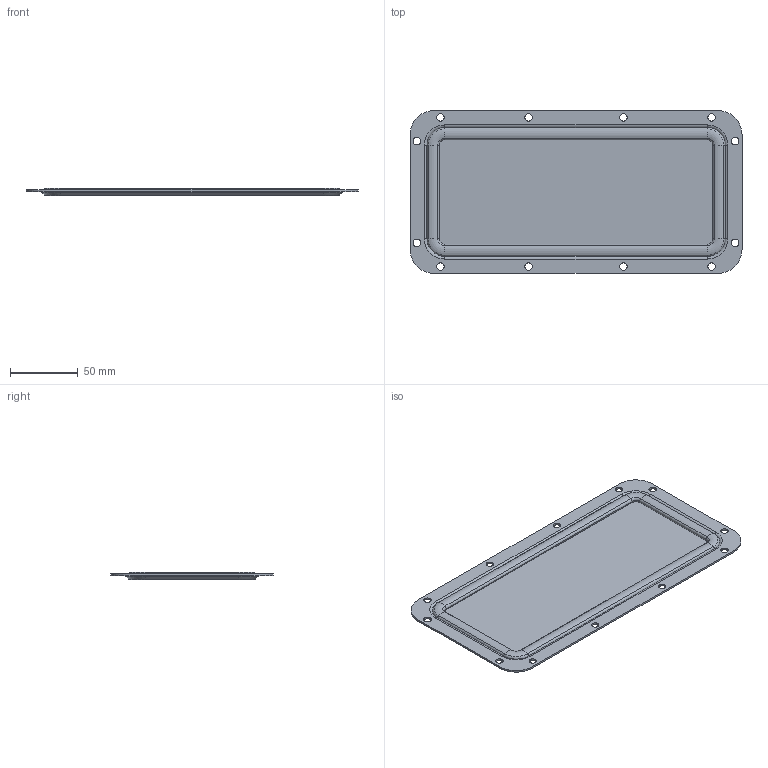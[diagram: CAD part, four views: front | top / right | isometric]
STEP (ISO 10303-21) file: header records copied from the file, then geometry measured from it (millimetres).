
FILE_DESCRIPTION (( 'STEP AP214' ), '1' );
FILE_NAME ('TI-00D-FLG-245-120_TITAN Ôëàíåö êàáåëüíûé 245õ120 ãëóõîé IEK.STEP', '2023-09-18T10:51:58', ( '' ), ( '' ), 'SwSTEP 2.0', 'SolidWorks 2022', '' );
FILE_SCHEMA (( 'AUTOMOTIVE_DESIGN' ));
Length unit declared in the file: millimetre
Products named in the file (3): 139.04.01 Крышка_250x125; RAKU-PUR 32-3250 для крышки_250х125; TI-00D-FLG-245-120_TITAN Фланец кабельный 245х120 глухой IEK
Assembly tree (2 placements, depth 2):
  TI-00D-FLG-245-120_TITAN Фланец кабельный 245х120 глухой IEK
    139.04.01 Крышка_250x125
    RAKU-PUR 32-3250 для крышки_250х125
Bounding box: 245 x 120 x 5.87 mm (x, y, z)
Volume: 61354.1 mm3; surface area: 73505.2 mm2
Topology: 2 solids, 2 shells, 117 faces, 284 edges, 172 vertices
Faces by surface type: cylinder 60, torus 32, plane 17, cone 8
Entity records: 3620 total; most frequent: DIRECTION 704, CARTESIAN_POINT 578, ORIENTED_EDGE 568, AXIS2_PLACEMENT_3D 298, EDGE_CURVE 284, CIRCLE 176, VERTEX_POINT 172, EDGE_LOOP 144
